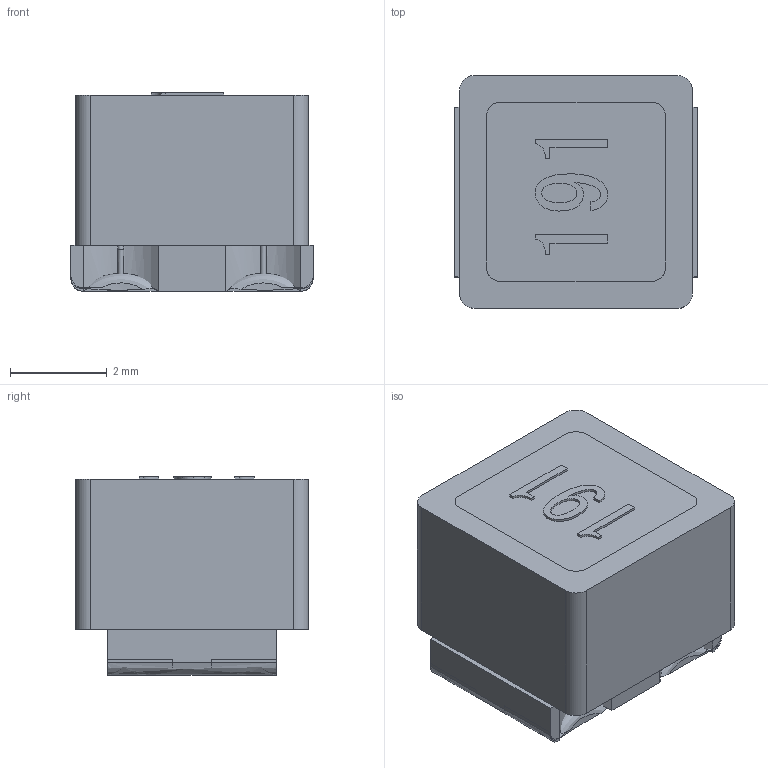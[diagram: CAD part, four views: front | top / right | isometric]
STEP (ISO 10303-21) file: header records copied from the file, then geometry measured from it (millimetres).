
FILE_DESCRIPTION( ('This file contains a STEP AP42 implementation' ,'as created by ZW3D STEP Interface translator.') ,'2;1' );
FILE_NAME( 'SF0504-L(191).stp' ,'14 925.113745', (''), ('ZWCAD Software Co.'), 'Version 1.0', 'ZW3D to STEP translator', '' );
FILE_SCHEMA( ('CONFIG_CONTROL_DESIGN') );
Length unit declared in the file: millimetre
Products named in the file (1): 0
Bounding box: 5 x 4.8 x 4.1 mm (x, y, z)
Volume: 85.5 mm3; surface area: 413.9 mm2
Topology: 10 solids, 208 shells, 440 faces, 1435 edges, 1021 vertices
Faces by surface type: bspline 440
Entity records: 70490 total; most frequent: CARTESIAN_POINT 63329, ORIENTED_EDGE 2271, EDGE_CURVE 1435, VERTEX_POINT 1021, B_SPLINE_CURVE_WITH_KNOTS 570, EDGE_LOOP 446, FACE_OUTER_BOUND 440, ADVANCED_FACE 440
